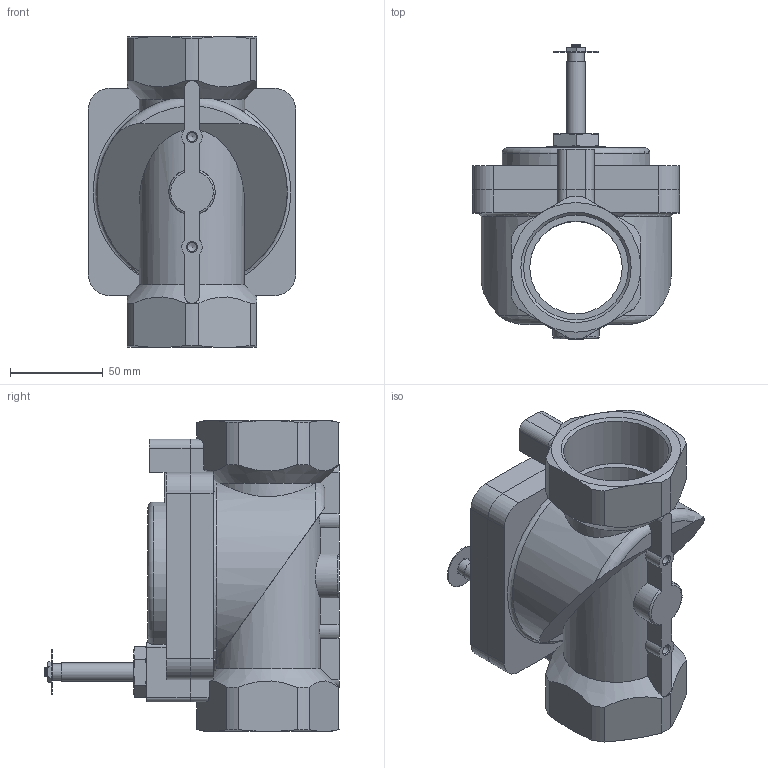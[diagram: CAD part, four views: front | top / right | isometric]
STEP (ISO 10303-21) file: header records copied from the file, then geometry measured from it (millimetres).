
FILE_DESCRIPTION(/* description */ ('STEP AP214'),/* implementation_level */ '2;1');
FILE_NAME(/* name */ '546169_VZWM-L-M22C-G2-F5-R1',/* time_stamp */ '2024-09-18T10:26:38+02:00',/* author */ ('License CC BY-ND 4.0'),/* organization */ ('CADENAS'),/* preprocessor_version */ 'ST-DEVELOPER v19.3',/* originating_system */ 'PARTsolutions',/* authorisation */ ' ');
FILE_SCHEMA (('AUTOMOTIVE_DESIGN {1 0 10303 214 3 1 1}'));
Length unit declared in the file: millimetre
Products named in the file (3): 546169 VZWM-L-M22C-G2-F5-R1; 546169VZWM-L-M22C-G2-F5-R1_H; 546169VZWM-L-M22C-G2-F5-R1_T
Assembly tree (2 placements, depth 2):
  546169 VZWM-L-M22C-G2-F5-R1
    546169VZWM-L-M22C-G2-F5-R1_H
    546169VZWM-L-M22C-G2-F5-R1_T
Bounding box: 112 x 159 x 168 mm (x, y, z)
Volume: 708366.5 mm3; surface area: 133587.2 mm2
Topology: 2 solids, 2 shells, 202 faces, 519 edges, 329 vertices
Faces by surface type: plane 87, cylinder 60, cone 48, torus 7
Full cylindrical faces by diameter (mm): 4.917 x2, 5 x1, 9 x5, 10 x1, 24 x1, 50 x1, 56.656 x2
Entity records: 6367 total; most frequent: CARTESIAN_POINT 1596, ORIENTED_EDGE 986, DIRECTION 942, EDGE_CURVE 493, AXIS2_PLACEMENT_3D 376, VERTEX_POINT 326, FACE_BOUND 243, EDGE_LOOP 241
